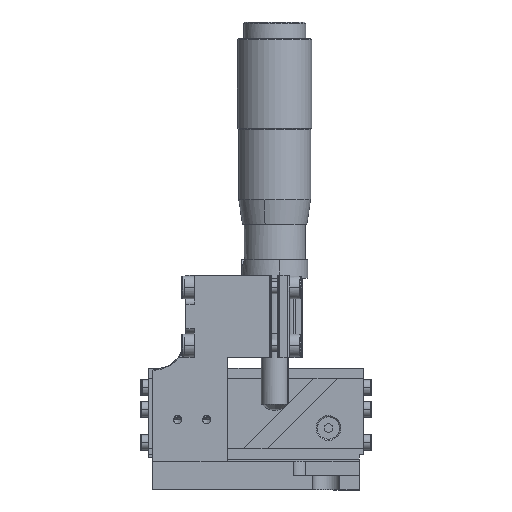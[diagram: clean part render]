
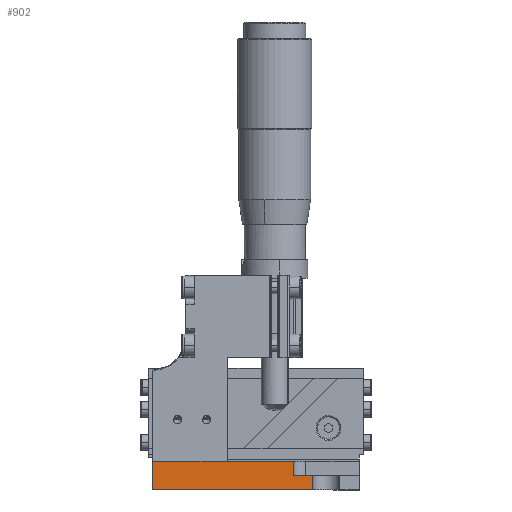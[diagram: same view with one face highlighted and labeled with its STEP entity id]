
A CAD part, left-side view. The second image highlights one B-rep face of the part: STEP entity #902.
In plain terms, the highlighted free-form (B-spline) face has degree [1, 1] with [2, 2] control points.
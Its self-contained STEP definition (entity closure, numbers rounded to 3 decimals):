
#902=ADVANCED_FACE('',(#1713),#27545,.T.);
#1713=FACE_OUTER_BOUND('',#2546,.T.);
#2546=EDGE_LOOP('',(#4348,#4349,#4350,#4351,#4352,#4353));
#4348=ORIENTED_EDGE('',*,*,#22794,.F.);
#4349=ORIENTED_EDGE('',*,*,#22792,.F.);
#4350=ORIENTED_EDGE('',*,*,#22716,.F.);
#4351=ORIENTED_EDGE('',*,*,#22800,.T.);
#4352=ORIENTED_EDGE('',*,*,#22801,.T.);
#4353=ORIENTED_EDGE('',*,*,#22802,.T.);
#8484=B_SPLINE_CURVE_WITH_KNOTS('',1,(#39120,#39121),.UNSPECIFIED.,.F.,
 .F.,(2,2),(-34.,0.),.UNSPECIFIED.);
#8485=B_SPLINE_CURVE_WITH_KNOTS('',1,(#39122,#39123),.UNSPECIFIED.,.F.,
 .F.,(2,2),(-34.,0.),.UNSPECIFIED.);
#8687=B_SPLINE_CURVE_WITH_KNOTS('',1,(#39708,#39709),.UNSPECIFIED.,.F.,
 .F.,(2,2),(-3.5,0.),.UNSPECIFIED.);
#8688=B_SPLINE_CURVE_WITH_KNOTS('',1,(#39710,#39711),.UNSPECIFIED.,.F.,
 .F.,(2,2),(-3.5,0.),.UNSPECIFIED.);
#8693=B_SPLINE_CURVE_WITH_KNOTS('',1,(#39723,#39724),.UNSPECIFIED.,.F.,
 .F.,(2,2),(-4.75,0.),.UNSPECIFIED.);
#8694=B_SPLINE_CURVE_WITH_KNOTS('',1,(#39725,#39726),.UNSPECIFIED.,.F.,
 .F.,(2,2),(-4.75,0.),.UNSPECIFIED.);
#8703=B_SPLINE_CURVE_WITH_KNOTS('',1,(#39753,#39754),.UNSPECIFIED.,.F.,
 .F.,(2,2),(-4.75,0.),.UNSPECIFIED.);
#8704=B_SPLINE_CURVE_WITH_KNOTS('',1,(#39755,#39756),.UNSPECIFIED.,.F.,
 .F.,(2,2),(-3.5,0.),.UNSPECIFIED.);
#8705=B_SPLINE_CURVE_WITH_KNOTS('',1,(#39757,#39758),.UNSPECIFIED.,.F.,
 .F.,(2,2),(-34.,0.),.UNSPECIFIED.);
#8706=B_SPLINE_CURVE_WITH_KNOTS('',1,(#39759,#39760),.UNSPECIFIED.,.F.,
 .F.,(2,2),(-7.,0.),.UNSPECIFIED.);
#8707=B_SPLINE_CURVE_WITH_KNOTS('',1,(#39761,#39762),.UNSPECIFIED.,.F.,
 .F.,(2,2),(-7.,0.),.UNSPECIFIED.);
#8708=B_SPLINE_CURVE_WITH_KNOTS('',1,(#39763,#39764),.UNSPECIFIED.,.F.,
 .F.,(2,2),(-38.75,0.),.UNSPECIFIED.);
#8709=B_SPLINE_CURVE_WITH_KNOTS('',1,(#39765,#39766),.UNSPECIFIED.,.F.,
 .F.,(2,2),(-38.75,0.),.UNSPECIFIED.);
#8710=B_SPLINE_CURVE_WITH_KNOTS('',1,(#39767,#39768),.UNSPECIFIED.,.F.,
 .F.,(2,2),(0.,3.5),.UNSPECIFIED.);
#8711=B_SPLINE_CURVE_WITH_KNOTS('',1,(#39769,#39770),.UNSPECIFIED.,.F.,
 .F.,(2,2),(0.,3.5),.UNSPECIFIED.);
#8836=B_SPLINE_CURVE_WITH_KNOTS('',1,(#40167,#40168),.UNSPECIFIED.,.F.,
 .F.,(2,2),(0.,3.5),.UNSPECIFIED.);
#8847=B_SPLINE_CURVE_WITH_KNOTS('',1,(#40199,#40200),.UNSPECIFIED.,.F.,
 .F.,(2,2),(-38.75,0.),.UNSPECIFIED.);
#9510=B_SPLINE_CURVE_WITH_KNOTS('',1,(#42884,#42885),.UNSPECIFIED.,.F.,
 .F.,(2,2),(-7.,0.),.UNSPECIFIED.);
#12936=PCURVE('',#27540,#16982);
#13101=PCURVE('',#27543,#17147);
#13106=PCURVE('',#27544,#17152);
#13112=PCURVE('',#27545,#17158);
#13113=PCURVE('',#27545,#17159);
#13114=PCURVE('',#27545,#17160);
#13115=PCURVE('',#27545,#17161);
#13116=PCURVE('',#27545,#17162);
#13117=PCURVE('',#27545,#17163);
#13220=PCURVE('',#27549,#17266);
#13230=PCURVE('',#27550,#17276);
#13809=PCURVE('',#27601,#17855);
#16982=DEFINITIONAL_REPRESENTATION('',(#8485),#61888);
#17147=DEFINITIONAL_REPRESENTATION('',(#8688),#61888);
#17152=DEFINITIONAL_REPRESENTATION('',(#8694),#61888);
#17158=DEFINITIONAL_REPRESENTATION('',(#8703),#61888);
#17159=DEFINITIONAL_REPRESENTATION('',(#8704),#61888);
#17160=DEFINITIONAL_REPRESENTATION('',(#8705),#61888);
#17161=DEFINITIONAL_REPRESENTATION('',(#8707),#61888);
#17162=DEFINITIONAL_REPRESENTATION('',(#8709),#61888);
#17163=DEFINITIONAL_REPRESENTATION('',(#8711),#61888);
#17266=DEFINITIONAL_REPRESENTATION('',(#8836),#61888);
#17276=DEFINITIONAL_REPRESENTATION('',(#8847),#61888);
#17855=DEFINITIONAL_REPRESENTATION('',(#9510),#61888);
#20641=SURFACE_CURVE('',#8484,(#12936,#13114),.PCURVE_S1.);
#20717=SURFACE_CURVE('',#8687,(#13101,#13113),.PCURVE_S1.);
#20719=SURFACE_CURVE('',#8693,(#13106,#13112),.PCURVE_S1.);
#20725=SURFACE_CURVE('',#8706,(#13115,#13809),.PCURVE_S1.);
#20726=SURFACE_CURVE('',#8708,(#13116,#13230),.PCURVE_S1.);
#20727=SURFACE_CURVE('',#8710,(#13117,#13220),.PCURVE_S1.);
#22716=EDGE_CURVE('',#26002,#26003,#20641,.T.);
#22792=EDGE_CURVE('',#26003,#26050,#20717,.T.);
#22794=EDGE_CURVE('',#26050,#26052,#20719,.T.);
#22800=EDGE_CURVE('',#26002,#26056,#20725,.T.);
#22801=EDGE_CURVE('',#26056,#26057,#20726,.T.);
#22802=EDGE_CURVE('',#26057,#26052,#20727,.T.);
#26002=VERTEX_POINT('',#34410);
#26003=VERTEX_POINT('',#34411);
#26050=VERTEX_POINT('',#34458);
#26052=VERTEX_POINT('',#34460);
#26056=VERTEX_POINT('',#34464);
#26057=VERTEX_POINT('',#34465);
#27540=B_SPLINE_SURFACE_WITH_KNOTS('',1,1,((#29938,#29939),(#29940,#29941)),
 .UNSPECIFIED.,.F.,.F.,.F.,(2,2),(2,2),(-31.76,28.518),
(-45.704,-3.983),.UNSPECIFIED.);
#27543=B_SPLINE_SURFACE_WITH_KNOTS('',1,1,((#30472,#30473),(#30474,#30475)),
 .UNSPECIFIED.,.F.,.F.,.F.,(2,2),(2,2),(-21.02,2.02),
(-3.97,0.47),.UNSPECIFIED.);
#27544=B_SPLINE_SURFACE_WITH_KNOTS('',1,1,((#30476,#30477),(#30478,#30479)),
 .UNSPECIFIED.,.F.,.F.,.F.,(2,2),(2,2),(-9.845,9.631),
(-13.097,13.569),.UNSPECIFIED.);
#27545=B_SPLINE_SURFACE_WITH_KNOTS('',1,1,((#30480,#30481),(#30482,#30483)),
 .UNSPECIFIED.,.F.,.F.,.F.,(2,2),(2,2),(-7.82,0.82),
(-42.745,3.995),.UNSPECIFIED.);
#27549=B_SPLINE_SURFACE_WITH_KNOTS('',1,1,((#30856,#30857),(#30858,#30859)),
 .UNSPECIFIED.,.F.,.F.,.F.,(2,2),(2,2),(-3.97,0.47),
(-14.145,1.395),.UNSPECIFIED.);
#27550=B_SPLINE_SURFACE_WITH_KNOTS('',1,1,((#30860,#30861),(#30862,#30863)),
 .UNSPECIFIED.,.F.,.F.,.F.,(2,2),(2,2),(-52.254,68.067),
(-31.814,28.587),.UNSPECIFIED.);
#27601=B_SPLINE_SURFACE_WITH_KNOTS('',1,1,((#31886,#31887),(#31888,#31889)),
 .UNSPECIFIED.,.F.,.F.,.F.,(2,2),(2,2),(-17.817,17.223),
(-54.62,35.62),.UNSPECIFIED.);
#29938=CARTESIAN_POINT('',(-46.085,28.298,8.578));
#29939=CARTESIAN_POINT('',(-4.365,28.325,8.578));
#29940=CARTESIAN_POINT('',(-46.045,-31.98,8.578));
#29941=CARTESIAN_POINT('',(-4.325,-31.952,8.578));
#30472=CARTESIAN_POINT('',(-44.469,-10.848,4.608));
#30473=CARTESIAN_POINT('',(-44.469,-10.848,9.048));
#30474=CARTESIAN_POINT('',(-21.429,-10.832,4.608));
#30475=CARTESIAN_POINT('',(-21.429,-10.832,9.048));
#30476=CARTESIAN_POINT('',(-44.783,-9.11,5.078));
#30477=CARTESIAN_POINT('',(-18.117,-9.092,5.078));
#30478=CARTESIAN_POINT('',(-44.77,-28.586,5.078));
#30479=CARTESIAN_POINT('',(-18.104,-28.568,5.078));
#30480=CARTESIAN_POINT('',(-42.474,27.149,9.398));
#30481=CARTESIAN_POINT('',(-42.443,-19.591,9.398));
#30482=CARTESIAN_POINT('',(-42.474,27.149,0.758));
#30483=CARTESIAN_POINT('',(-42.443,-19.591,0.758));
#30856=CARTESIAN_POINT('',(-43.841,-15.597,5.548));
#30857=CARTESIAN_POINT('',(-28.301,-15.587,5.548));
#30858=CARTESIAN_POINT('',(-43.841,-15.597,1.108));
#30859=CARTESIAN_POINT('',(-28.301,-15.587,1.108));
#30860=CARTESIAN_POINT('',(-52.635,28.347,1.578));
#30861=CARTESIAN_POINT('',(-52.595,-32.053,1.578));
#30862=CARTESIAN_POINT('',(67.685,28.428,1.578));
#30863=CARTESIAN_POINT('',(67.725,-31.973,1.578));
#31886=CARTESIAN_POINT('',(-50.092,23.149,-1.442));
#31887=CARTESIAN_POINT('',(40.148,23.209,-1.442));
#31888=CARTESIAN_POINT('',(-50.092,23.149,33.598));
#31889=CARTESIAN_POINT('',(40.148,23.209,33.598));
#34410=CARTESIAN_POINT('',(-42.472,23.154,8.578));
#34411=CARTESIAN_POINT('',(-42.449,-10.846,8.578));
#34458=CARTESIAN_POINT('',(-42.449,-10.846,5.078));
#34460=CARTESIAN_POINT('',(-42.446,-15.596,5.078));
#34464=CARTESIAN_POINT('',(-42.472,23.154,1.578));
#34465=CARTESIAN_POINT('',(-42.446,-15.596,1.578));
#39120=CARTESIAN_POINT('',(-42.472,23.154,8.578));
#39121=CARTESIAN_POINT('',(-42.449,-10.846,8.578));
#39122=CARTESIAN_POINT('',(-26.614,-42.094));
#39123=CARTESIAN_POINT('',(7.386,-42.094));
#39708=CARTESIAN_POINT('',(-42.449,-10.846,8.578));
#39709=CARTESIAN_POINT('',(-42.449,-10.846,5.078));
#39710=CARTESIAN_POINT('',(-19.,0.));
#39711=CARTESIAN_POINT('',(-19.,-3.5));
#39723=CARTESIAN_POINT('',(-42.449,-10.846,5.078));
#39724=CARTESIAN_POINT('',(-42.446,-15.596,5.078));
#39725=CARTESIAN_POINT('',(-8.107,-10.764));
#39726=CARTESIAN_POINT('',(-3.357,-10.764));
#39753=CARTESIAN_POINT('',(-3.5,-4.75));
#39754=CARTESIAN_POINT('',(-3.5,0.));
#39755=CARTESIAN_POINT('',(-7.,-4.75));
#39756=CARTESIAN_POINT('',(-3.5,-4.75));
#39757=CARTESIAN_POINT('',(-7.,-38.75));
#39758=CARTESIAN_POINT('',(-7.,-4.75));
#39759=CARTESIAN_POINT('',(-42.472,23.154,8.578));
#39760=CARTESIAN_POINT('',(-42.472,23.154,1.578));
#39761=CARTESIAN_POINT('',(-7.,-38.75));
#39762=CARTESIAN_POINT('',(0.,-38.75));
#39763=CARTESIAN_POINT('',(-42.472,23.154,1.578));
#39764=CARTESIAN_POINT('',(-42.446,-15.596,1.578));
#39765=CARTESIAN_POINT('',(0.,-38.75));
#39766=CARTESIAN_POINT('',(0.,0.));
#39767=CARTESIAN_POINT('',(-42.446,-15.596,1.578));
#39768=CARTESIAN_POINT('',(-42.446,-15.596,5.078));
#39769=CARTESIAN_POINT('',(0.,0.));
#39770=CARTESIAN_POINT('',(-3.5,0.));
#40167=CARTESIAN_POINT('',(0.,-12.75));
#40168=CARTESIAN_POINT('',(-3.5,-12.75));
#40199=CARTESIAN_POINT('',(-42.094,-26.614));
#40200=CARTESIAN_POINT('',(-42.094,12.136));
#42884=CARTESIAN_POINT('',(-7.797,-47.));
#42885=CARTESIAN_POINT('',(-14.797,-47.));
#61888=(
GEOMETRIC_REPRESENTATION_CONTEXT(2)
PARAMETRIC_REPRESENTATION_CONTEXT()
REPRESENTATION_CONTEXT('pspace','')
);
